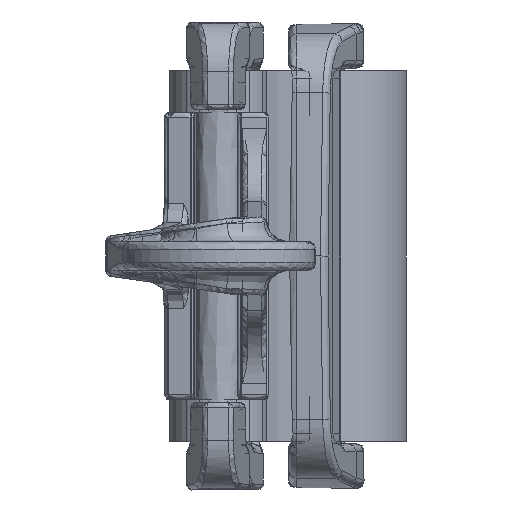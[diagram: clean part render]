
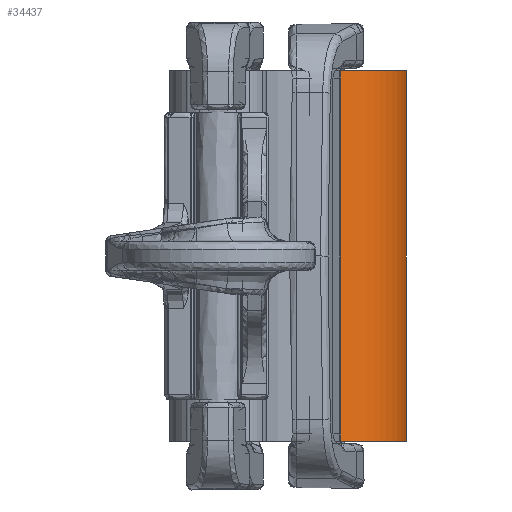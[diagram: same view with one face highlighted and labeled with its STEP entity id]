
A CAD part, left-side view. The second image highlights one B-rep face of the part: STEP entity #34437.
In plain terms, the highlighted free-form (B-spline) face has degree [1, 2] with [2, 5] control points.
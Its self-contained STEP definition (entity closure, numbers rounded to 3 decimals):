
#33208=CARTESIAN_POINT('',(85.901,-12.477,-19.));
#33209=VERTEX_POINT('',#33208);
#33223=CARTESIAN_POINT('',(66.552,-12.477,-19.));
#33224=VERTEX_POINT('',#33223);
#33225=CARTESIAN_POINT('',(85.901,-12.477,-19.));
#33226=CARTESIAN_POINT('',(85.459,-13.715,-19.));
#33227=CARTESIAN_POINT('',(84.434,-15.439,-19.));
#33228=CARTESIAN_POINT('',(82.208,-17.503,-19.));
#33229=CARTESIAN_POINT('',(79.991,-18.71,-19.));
#33230=CARTESIAN_POINT('',(77.03,-19.404,-19.));
#33231=CARTESIAN_POINT('',(73.969,-19.228,-19.));
#33232=CARTESIAN_POINT('',(70.641,-17.885,-19.));
#33233=CARTESIAN_POINT('',(68.046,-15.569,-19.));
#33234=CARTESIAN_POINT('',(66.905,-13.466,-19.));
#33235=CARTESIAN_POINT('',(66.552,-12.477,-19.));
#33236=B_SPLINE_CURVE_WITH_KNOTS('',3,(#33225,#33226,#33227,#33228,#33229,#33230,#33231,#33232,#33233,#33234,#33235),.UNSPECIFIED.,.F.,.U.,(4,1,1,1,1,1,1,1,4),(0.,3.941,5.911,9.064,11.428,14.974,18.127,22.068,25.221),.UNSPECIFIED.);
#33237=EDGE_CURVE('',#33209,#33224,#33236,.T.);
#33269=CARTESIAN_POINT('',(66.552,-12.477,19.));
#33270=VERTEX_POINT('',#33269);
#33284=CARTESIAN_POINT('',(85.901,-12.477,19.));
#33285=VERTEX_POINT('',#33284);
#33286=CARTESIAN_POINT('',(85.901,-12.477,19.));
#33287=CARTESIAN_POINT('',(85.459,-13.715,19.));
#33288=CARTESIAN_POINT('',(84.434,-15.439,19.));
#33289=CARTESIAN_POINT('',(82.208,-17.503,19.));
#33290=CARTESIAN_POINT('',(79.991,-18.71,19.));
#33291=CARTESIAN_POINT('',(77.03,-19.404,19.));
#33292=CARTESIAN_POINT('',(73.969,-19.228,19.));
#33293=CARTESIAN_POINT('',(70.641,-17.885,19.));
#33294=CARTESIAN_POINT('',(68.046,-15.569,19.));
#33295=CARTESIAN_POINT('',(66.905,-13.466,19.));
#33296=CARTESIAN_POINT('',(66.552,-12.477,19.));
#33297=B_SPLINE_CURVE_WITH_KNOTS('',3,(#33286,#33287,#33288,#33289,#33290,#33291,#33292,#33293,#33294,#33295,#33296),.UNSPECIFIED.,.F.,.U.,(4,1,1,1,1,1,1,1,4),(0.,3.941,5.911,9.064,11.428,14.974,18.127,22.068,25.221),.UNSPECIFIED.);
#33298=EDGE_CURVE('',#33285,#33270,#33297,.T.);
#34401=CARTESIAN_POINT('',(85.901,-12.477,19.));
#34402=CARTESIAN_POINT('',(85.901,-12.477,-19.));
#34403=QUASI_UNIFORM_CURVE('',1,(#34401,#34402),.UNSPECIFIED.,.F.,.U.);
#34404=EDGE_CURVE('',#33285,#33209,#34403,.T.);
#34409=CARTESIAN_POINT('',(66.465,-12.222,19.95));
#34410=CARTESIAN_POINT('',(66.465,-12.222,-19.974));
#34411=CARTESIAN_POINT('',(68.816,-19.38,19.95));
#34412=CARTESIAN_POINT('',(68.816,-19.38,-19.974));
#34413=CARTESIAN_POINT('',(76.349,-19.29,19.95));
#34414=CARTESIAN_POINT('',(76.349,-19.29,-19.974));
#34415=CARTESIAN_POINT('',(83.882,-19.2,19.95));
#34416=CARTESIAN_POINT('',(83.882,-19.2,-19.974));
#34417=CARTESIAN_POINT('',(86.062,-11.988,19.95));
#34418=CARTESIAN_POINT('',(86.062,-11.988,-19.974));
#34426=(BOUNDED_SURFACE()B_SPLINE_SURFACE(1,2,((#34409,#34411,#34413,#34415,#34417),(#34410,#34412,#34414,#34416,#34418)),.UNSPECIFIED.,.F.,.F.,.U.)B_SPLINE_SURFACE_WITH_KNOTS((2,2),(3,2,3),(0.0,39.924),(0.0,13.453,26.907),.UNSPECIFIED.)GEOMETRIC_REPRESENTATION_ITEM()RATIONAL_B_SPLINE_SURFACE(((1.0,0.806,1.0,0.806,1.0),(1.0,0.806,1.0,0.806,1.0)))REPRESENTATION_ITEM('')SURFACE());
#34427=ORIENTED_EDGE('',*,*,#33237,.F.);
#34428=ORIENTED_EDGE('',*,*,#34404,.F.);
#34429=ORIENTED_EDGE('',*,*,#33298,.T.);
#34430=CARTESIAN_POINT('',(66.552,-12.477,19.));
#34431=CARTESIAN_POINT('',(66.552,-12.477,-19.));
#34432=QUASI_UNIFORM_CURVE('',1,(#34430,#34431),.UNSPECIFIED.,.F.,.U.);
#34433=EDGE_CURVE('',#33270,#33224,#34432,.T.);
#34434=ORIENTED_EDGE('',*,*,#34433,.T.);
#34435=EDGE_LOOP('',(#34427,#34428,#34429,#34434));
#34436=FACE_OUTER_BOUND('',#34435,.T.);
#34437=ADVANCED_FACE('',(#34436),#34426,.T.);
